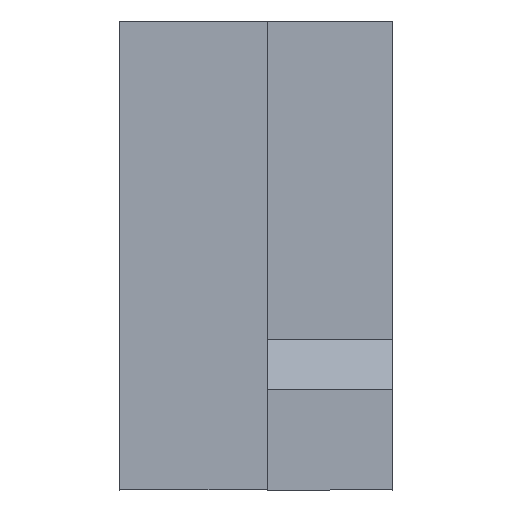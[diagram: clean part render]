
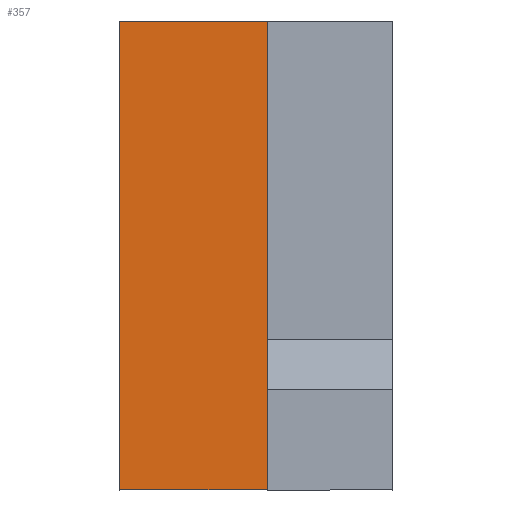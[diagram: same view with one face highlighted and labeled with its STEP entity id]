
A CAD part, front view. The second image highlights one B-rep face of the part: STEP entity #357.
In plain terms, the highlighted planar face has unit normal (0, -1, 0).
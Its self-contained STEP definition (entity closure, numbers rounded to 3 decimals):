
#111 = VERTEX_POINT('',#112);
#112 = CARTESIAN_POINT('',(-25.4,-14.5,0.));
#118 = EDGE_CURVE('',#111,#119,#121,.T.);
#119 = VERTEX_POINT('',#120);
#120 = CARTESIAN_POINT('',(-19.5,-14.5,0.));
#121 = LINE('',#122,#123);
#122 = CARTESIAN_POINT('',(-25.4,-14.5,0.));
#123 = VECTOR('',#124,1.);
#124 = DIRECTION('',(1.,0.,0.));
#248 = EDGE_CURVE('',#249,#251,#253,.T.);
#249 = VERTEX_POINT('',#250);
#250 = CARTESIAN_POINT('',(-25.4,-14.5,18.7));
#251 = VERTEX_POINT('',#252);
#252 = CARTESIAN_POINT('',(-19.5,-14.5,18.7));
#253 = LINE('',#254,#255);
#254 = CARTESIAN_POINT('',(-25.4,-14.5,18.7));
#255 = VECTOR('',#256,1.);
#256 = DIRECTION('',(1.,0.,0.));
#345 = EDGE_CURVE('',#119,#251,#346,.T.);
#346 = LINE('',#347,#348);
#347 = CARTESIAN_POINT('',(-19.5,-14.5,4.));
#348 = VECTOR('',#349,1.);
#349 = DIRECTION('',(0.,0.,1.));
#357 = ADVANCED_FACE('',(#358),#369,.T.);
#358 = FACE_BOUND('',#359,.T.);
#359 = EDGE_LOOP('',(#360,#361,#362,#363));
#360 = ORIENTED_EDGE('',*,*,#118,.T.);
#361 = ORIENTED_EDGE('',*,*,#345,.T.);
#362 = ORIENTED_EDGE('',*,*,#248,.F.);
#363 = ORIENTED_EDGE('',*,*,#364,.F.);
#364 = EDGE_CURVE('',#111,#249,#365,.T.);
#365 = LINE('',#366,#367);
#366 = CARTESIAN_POINT('',(-25.4,-14.5,4.));
#367 = VECTOR('',#368,1.);
#368 = DIRECTION('',(0.,0.,1.));
#369 = PLANE('',#370);
#370 = AXIS2_PLACEMENT_3D('',#371,#372,#373);
#371 = CARTESIAN_POINT('',(-22.45,-14.5,9.35));
#372 = DIRECTION('',(0.,-1.,0.));
#373 = DIRECTION('',(-1.,0.,0.));
